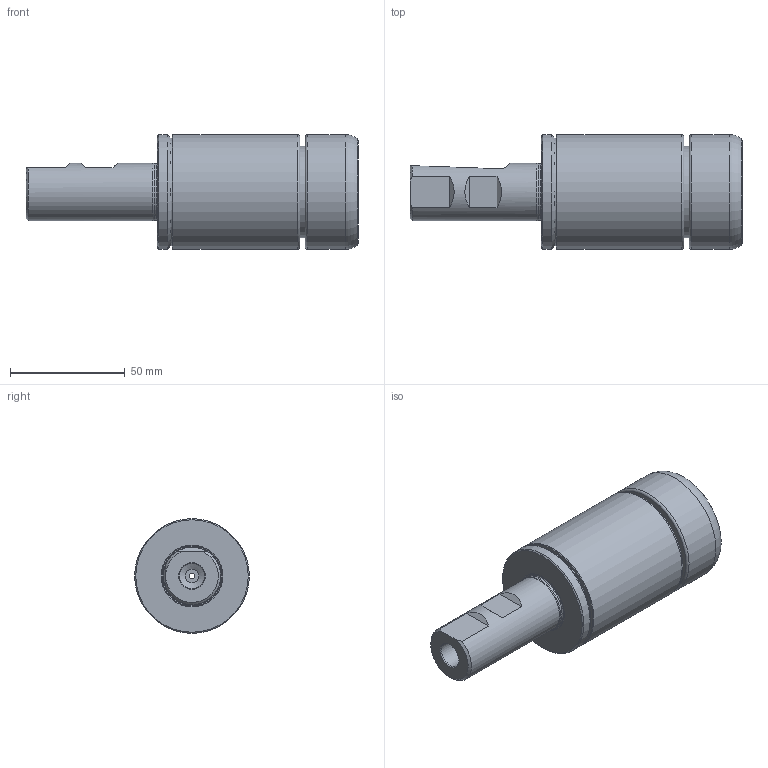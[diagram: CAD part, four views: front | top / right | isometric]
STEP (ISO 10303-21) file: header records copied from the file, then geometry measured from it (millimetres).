
FILE_DESCRIPTION((''),'2;1');
FILE_NAME('ST25D-SMH32-87.stp','2020-06-18T09:24:59',('nttooll'),(''),'Autodesk Inventor 2012','Autodesk Inventor 2012','');
FILE_SCHEMA(('AUTOMOTIVE_DESIGN { 1 0 10303 214 1 1 1 1 }'));
Length unit declared in the file: millimetre
Products named in the file (1): ST25D-SMH32-87
Bounding box: 144.6 x 50 x 50 mm (x, y, z)
Volume: 157382 mm3; surface area: 31658.3 mm2
Topology: 1 solids, 1 shells, 61 faces, 116 edges, 69 vertices
Faces by surface type: plane 20, cylinder 19, cone 15, torus 7
Full cylindrical faces by diameter (mm): 2.5 x1, 6 x1, 6.9 x1, 8 x1, 11 x1, 20.2 x1, 23.5 x1, 24.6 x1, 25 x1, 27 x1, 30.15 x1, 40 x2, 40.2 x1, 47 x1, 50 x3
Entity records: 1371 total; most frequent: DIRECTION 255, CARTESIAN_POINT 233, ORIENTED_EDGE 154, AXIS2_PLACEMENT_3D 122, EDGE_LOOP 113, EDGE_CURVE 77, VERTEX_POINT 68, FACE_OUTER_BOUND 61
